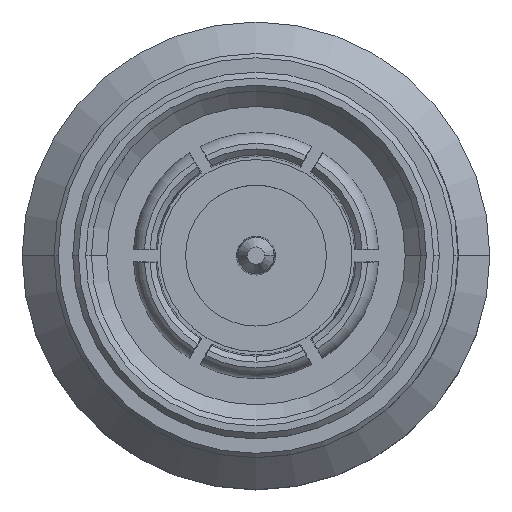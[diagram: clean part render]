
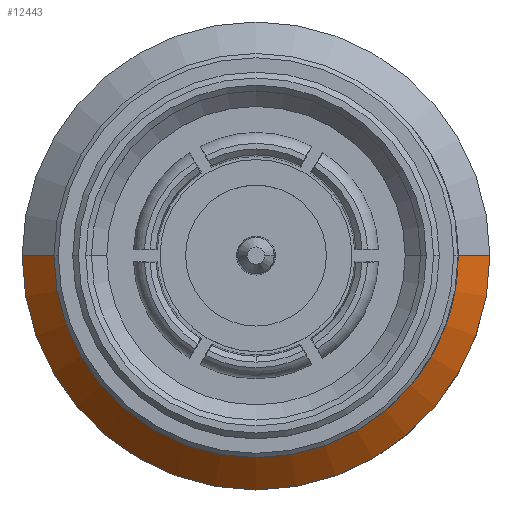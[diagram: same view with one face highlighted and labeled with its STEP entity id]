
A CAD part, top view. The second image highlights one B-rep face of the part: STEP entity #12443.
In plain terms, the highlighted conical face has half-angle 45 degrees and reference radius 8.1 mm.
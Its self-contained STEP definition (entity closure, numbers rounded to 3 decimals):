
#361 = DIRECTION ( 'NONE',  ( 1., 0., 0. ) ) ;
#541 = VERTEX_POINT ( 'NONE', #18642 ) ;
#592 = ORIENTED_EDGE ( 'NONE', *, *, #14032, .T. ) ;
#698 = EDGE_LOOP ( 'NONE', ( #4305, #9280, #18173, #592 ) ) ;
#1038 = EDGE_CURVE ( 'NONE', #10088, #541, #1055, .T. ) ;
#1055 = LINE ( 'NONE', #10958, #9045 ) ;
#1322 = EDGE_CURVE ( 'NONE', #10088, #3312, #9072, .T. ) ;
#2179 = DIRECTION ( 'NONE',  ( -1., 0., 0. ) ) ;
#3312 = VERTEX_POINT ( 'NONE', #12473 ) ;
#3457 = CARTESIAN_POINT ( 'NONE',  ( -6.35, 0., -4.15 ) ) ;
#3633 = CARTESIAN_POINT ( 'NONE',  ( 0., 0., -5.9 ) ) ;
#4305 = ORIENTED_EDGE ( 'NONE', *, *, #14633, .F. ) ;
#4324 = AXIS2_PLACEMENT_3D ( 'NONE', #3633, #12591, #2179 ) ;
#6045 = CARTESIAN_POINT ( 'NONE',  ( 8.1, 0., -5.9 ) ) ;
#6569 = DIRECTION ( 'NONE',  ( -0.707, 0., -0.707 ) ) ;
#6693 = VECTOR ( 'NONE', #12032, 1000. ) ;
#8664 = AXIS2_PLACEMENT_3D ( 'NONE', #8763, #19258, #10271 ) ;
#8763 = CARTESIAN_POINT ( 'NONE',  ( 0., 0., -5.9 ) ) ;
#9045 = VECTOR ( 'NONE', #6569, 1000. ) ;
#9072 = CIRCLE ( 'NONE', #18467, 6.35 ) ;
#9280 = ORIENTED_EDGE ( 'NONE', *, *, #1322, .F. ) ;
#9293 = CONICAL_SURFACE ( 'NONE', #4324, 8.1, 0.785 ) ;
#10088 = VERTEX_POINT ( 'NONE', #3457 ) ;
#10271 = DIRECTION ( 'NONE',  ( 1., 0., 0. ) ) ;
#10958 = CARTESIAN_POINT ( 'NONE',  ( -8.1, 0., -5.9 ) ) ;
#12032 = DIRECTION ( 'NONE',  ( 0.707, 0., -0.707 ) ) ;
#12443 = ADVANCED_FACE ( 'NONE', ( #15172 ), #9293, .T. ) ;
#12473 = CARTESIAN_POINT ( 'NONE',  ( 6.35, 0., -4.15 ) ) ;
#12591 = DIRECTION ( 'NONE',  ( 0., 0., -1. ) ) ;
#13499 = DIRECTION ( 'NONE',  ( 0., 0., 1. ) ) ;
#13551 = CARTESIAN_POINT ( 'NONE',  ( 8.1, 0., -5.9 ) ) ;
#14032 = EDGE_CURVE ( 'NONE', #541, #14645, #17384, .T. ) ;
#14077 = CARTESIAN_POINT ( 'NONE',  ( 0., 0., -4.15 ) ) ;
#14633 = EDGE_CURVE ( 'NONE', #3312, #14645, #18679, .T. ) ;
#14645 = VERTEX_POINT ( 'NONE', #6045 ) ;
#15172 = FACE_OUTER_BOUND ( 'NONE', #698, .T. ) ;
#17384 = CIRCLE ( 'NONE', #8664, 8.1 ) ;
#18173 = ORIENTED_EDGE ( 'NONE', *, *, #1038, .T. ) ;
#18467 = AXIS2_PLACEMENT_3D ( 'NONE', #14077, #13499, #361 ) ;
#18642 = CARTESIAN_POINT ( 'NONE',  ( -8.1, 0., -5.9 ) ) ;
#18679 = LINE ( 'NONE', #13551, #6693 ) ;
#19258 = DIRECTION ( 'NONE',  ( 0., 0., 1. ) ) ;
